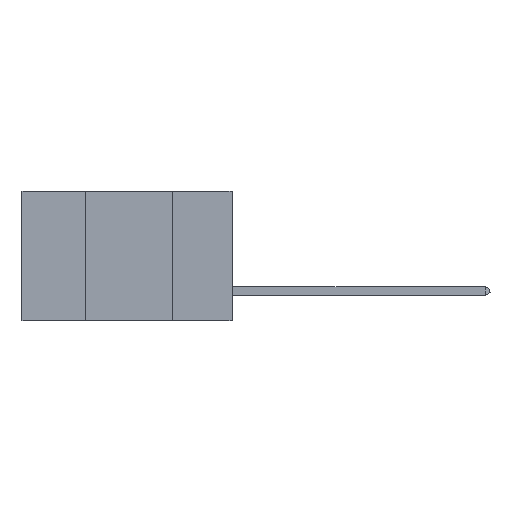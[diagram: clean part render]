
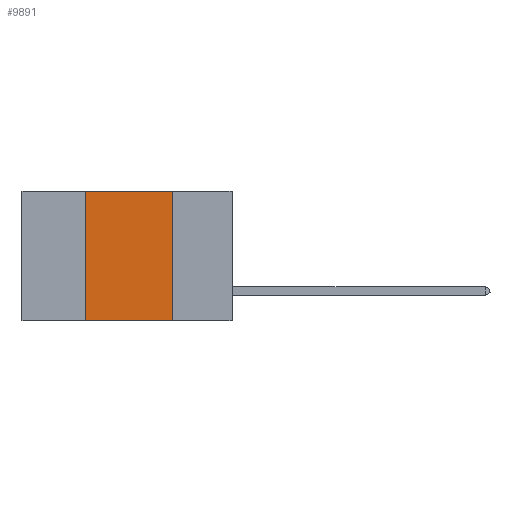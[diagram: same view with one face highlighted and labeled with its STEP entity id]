
A CAD part, left-side view. The second image highlights one B-rep face of the part: STEP entity #9891.
In plain terms, the highlighted planar face has unit normal (-1, 0, 0).
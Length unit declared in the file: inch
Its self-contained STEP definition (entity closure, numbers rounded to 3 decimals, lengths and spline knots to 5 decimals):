
#387 = CARTESIAN_POINT ( 'NONE',  ( 0., 0.6, 0. ) ) ;
#414 = DIRECTION ( 'NONE',  ( 0., 0., -1. ) ) ;
#514 = LINE ( 'NONE', #3277, #1716 ) ;
#590 = FACE_OUTER_BOUND ( 'NONE', #3093, .T. ) ;
#690 = DIRECTION ( 'NONE',  ( 1., 0., 0. ) ) ;
#879 = CARTESIAN_POINT ( 'NONE',  ( 0., 0.17, -0.37 ) ) ;
#1089 = LINE ( 'NONE', #6189, #4303 ) ;
#1502 = VERTEX_POINT ( 'NONE', #879 ) ;
#1716 = VECTOR ( 'NONE', #4890, 39.37008 ) ;
#2254 = CARTESIAN_POINT ( 'NONE',  ( 0., 0.17, 0. ) ) ;
#2263 = AXIS2_PLACEMENT_3D ( 'NONE', #8441, #690, #7590 ) ;
#2265 = VERTEX_POINT ( 'NONE', #2254 ) ;
#2393 = VECTOR ( 'NONE', #2857, 39.37008 ) ;
#2591 = ORIENTED_EDGE ( 'NONE', *, *, #9224, .F. ) ;
#2857 = DIRECTION ( 'NONE',  ( 0., -1., 0. ) ) ;
#3093 = EDGE_LOOP ( 'NONE', ( #2591, #8978, #4216, #3323 ) ) ;
#3277 = CARTESIAN_POINT ( 'NONE',  ( 0., 0.6, -0.37 ) ) ;
#3323 = ORIENTED_EDGE ( 'NONE', *, *, #6042, .T. ) ;
#4216 = ORIENTED_EDGE ( 'NONE', *, *, #7776, .F. ) ;
#4271 = CARTESIAN_POINT ( 'NONE',  ( 0., 0.17, 0. ) ) ;
#4303 = VECTOR ( 'NONE', #9328, 39.37008 ) ;
#4474 = PLANE ( 'NONE',  #2263 ) ;
#4874 = CARTESIAN_POINT ( 'NONE',  ( 0., 0.42, 0. ) ) ;
#4890 = DIRECTION ( 'NONE',  ( 0., -1., 0. ) ) ;
#4990 = VERTEX_POINT ( 'NONE', #4874 ) ;
#6042 = EDGE_CURVE ( 'NONE', #7395, #1502, #514, .T. ) ;
#6189 = CARTESIAN_POINT ( 'NONE',  ( 0., 0.42, 0. ) ) ;
#7152 = CARTESIAN_POINT ( 'NONE',  ( 0., 0.42, -0.37 ) ) ;
#7395 = VERTEX_POINT ( 'NONE', #7152 ) ;
#7538 = LINE ( 'NONE', #4271, #8139 ) ;
#7590 = DIRECTION ( 'NONE',  ( 0., 0., -1. ) ) ;
#7776 = EDGE_CURVE ( 'NONE', #7395, #4990, #1089, .T. ) ;
#8139 = VECTOR ( 'NONE', #414, 39.37008 ) ;
#8382 = LINE ( 'NONE', #387, #2393 ) ;
#8441 = CARTESIAN_POINT ( 'NONE',  ( 0., 0.6, 0. ) ) ;
#8978 = ORIENTED_EDGE ( 'NONE', *, *, #9545, .F. ) ;
#9224 = EDGE_CURVE ( 'NONE', #2265, #1502, #7538, .T. ) ;
#9328 = DIRECTION ( 'NONE',  ( 0., 0., 1. ) ) ;
#9545 = EDGE_CURVE ( 'NONE', #4990, #2265, #8382, .T. ) ;
#9891 = ADVANCED_FACE ( 'NONE', ( #590 ), #4474, .F. ) ;
